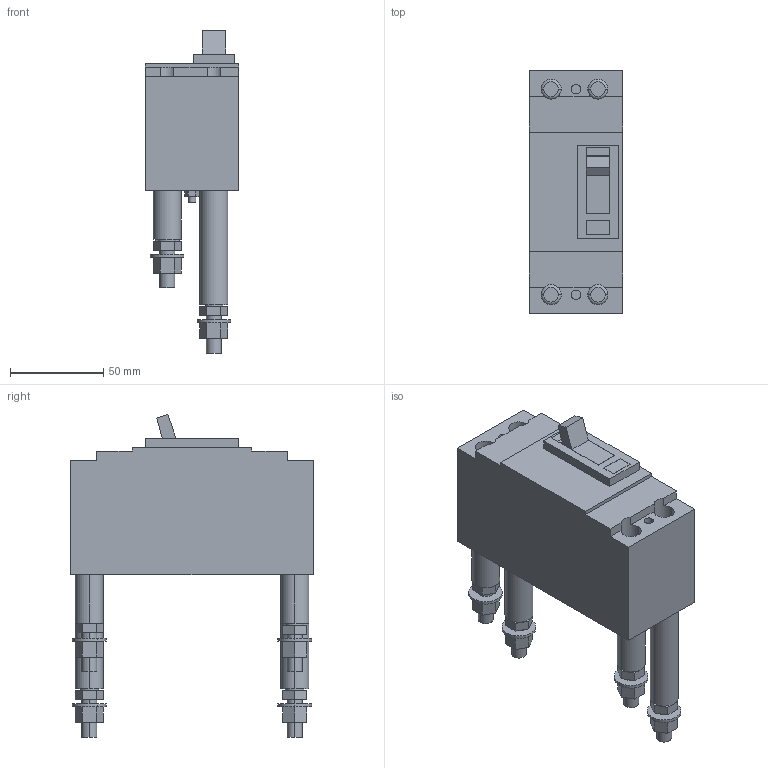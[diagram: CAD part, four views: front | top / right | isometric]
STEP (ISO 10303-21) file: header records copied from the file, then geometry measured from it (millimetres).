
FILE_DESCRIPTION(('CoCreate Modeling STEP Export'),'2;1');
FILE_NAME('Ｅ１００ＳＦ２Ｒ(６０－１００Ａ).stp','2016-03-30T17:02:34',(''),(''),'CoCreate Modeling STEP processor for AP214 (Solid Model)','CoCreate Modeling 17.0 01-Apr-2010 (C) Parametric Technology GmbH','');
FILE_SCHEMA(('AUTOMOTIVE_DESIGN { 1 0 10303 214 1 1 1 1 }'));
Length unit declared in the file: millimetre
Products named in the file (10): P5.3; P4; P6.2; P6.3; P3; P2; P4.3; P7; P1; )
Assembly tree (21 placements, depth 2):
  )
    P4  x2
    P7  x4
    P2  x2
    P5.3  x4
    P4.3  x2
    P1
    P6.2  x2
    P3  x2
    P6.3  x2
Bounding box: 50 x 130 x 172.64 mm (x, y, z)
Volume: 470585.2 mm3; surface area: 81016.1 mm2
Topology: 21 solids, 21 shells, 271 faces, 622 edges, 412 vertices
Faces by surface type: plane 163, cylinder 100, torus 8
Entity records: 4217 total; most frequent: ORIENTED_EDGE 694, CARTESIAN_POINT 646, DIRECTION 614, EDGE_CURVE 347, VERTEX_POINT 229, VECTOR 220, LINE 220, AXIS2_PLACEMENT_3D 197
